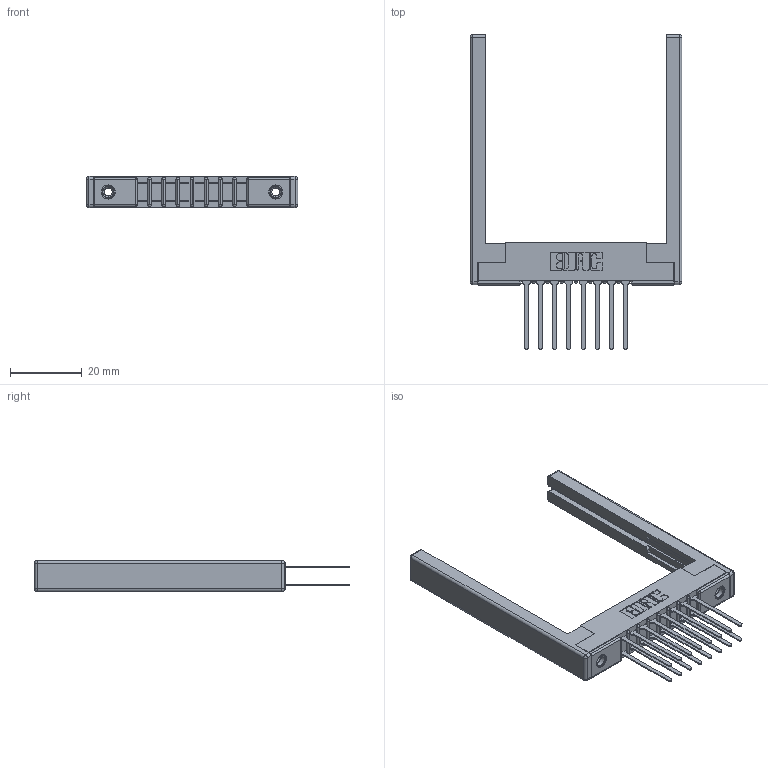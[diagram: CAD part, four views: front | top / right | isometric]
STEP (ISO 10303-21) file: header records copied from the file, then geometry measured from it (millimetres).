
FILE_DESCRIPTION (( 'STEP AP203' ), '1' );
FILE_NAME ('357-016-540-268.STEP', '2019-09-17T19:13:19', ( '' ), ( '' ), 'SwSTEP 2.0', 'SolidWorks 2016', '' );
FILE_SCHEMA (( 'CONFIG_CONTROL_DESIGN' ));
Length unit declared in the file: inch
Products named in the file (5): 357-016-540-268; 307 Part_.156 Dia Mounting Holes; 345-250-001_345-250-001-102; 307-220-068; 307-290-001_540
Assembly tree (21 placements, depth 2):
  357-016-540-268
    307 Part_.156 Dia Mounting Holes
    307-290-001_540  x16
    307-220-068  x2
    345-250-001_345-250-001-102  x2
Bounding box: 59.13 x 87.96 x 8.71 mm (x, y, z)
Volume: 8520.2 mm3; surface area: 10815.7 mm2
Topology: 21 solids, 21 shells, 1017 faces, 2793 edges, 1794 vertices
Faces by surface type: plane 654, cylinder 321, sphere 26, cone 12, torus 4
Entity records: 14033 total; most frequent: CARTESIAN_POINT 2281, DIRECTION 2264, ORIENTED_EDGE 2248, EDGE_CURVE 1124, VECTOR 846, LINE 846, VERTEX_POINT 726, AXIS2_PLACEMENT_3D 709
